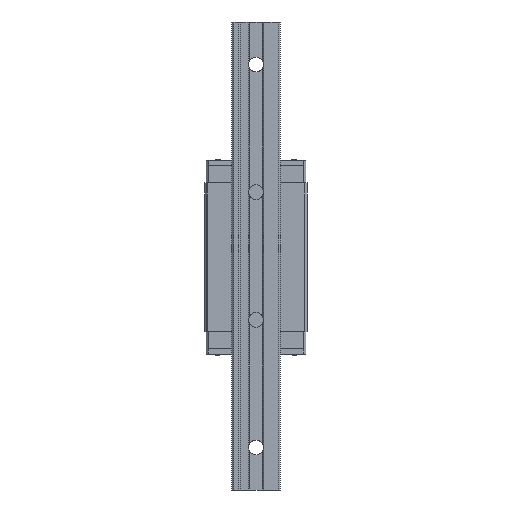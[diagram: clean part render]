
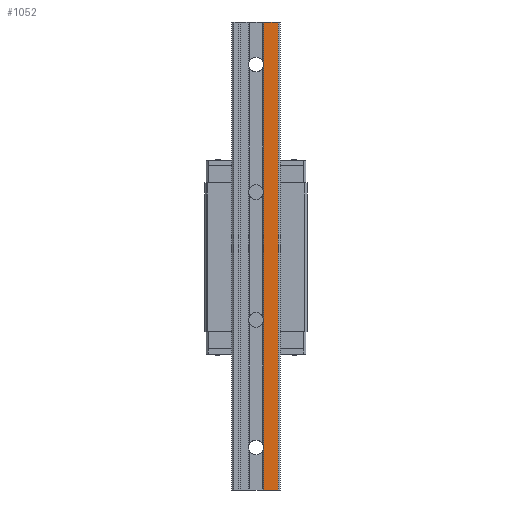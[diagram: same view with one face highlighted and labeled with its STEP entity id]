
A CAD part, front view. The second image highlights one B-rep face of the part: STEP entity #1052.
In plain terms, the highlighted planar face has unit normal (0, -1, 0).
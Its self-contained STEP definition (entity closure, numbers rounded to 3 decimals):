
#109 = VECTOR ( 'NONE', #7131, 1000. ) ;
#132 = ORIENTED_EDGE ( 'NONE', *, *, #7325, .F. ) ;
#331 = AXIS2_PLACEMENT_3D ( 'NONE', #9233, #8155, #7088 ) ;
#554 = CARTESIAN_POINT ( 'NONE',  ( 10.4, -20., -220. ) ) ;
#891 = EDGE_CURVE ( 'NONE', #7712, #8492, #9279, .T. ) ;
#1052 = ADVANCED_FACE ( 'NONE', ( #2922 ), #10292, .T. ) ;
#1511 = ORIENTED_EDGE ( 'NONE', *, *, #3180, .T. ) ;
#2188 = DIRECTION ( 'NONE',  ( 1., 0., 0. ) ) ;
#2278 = EDGE_LOOP ( 'NONE', ( #132, #9826, #8288, #1511 ) ) ;
#2922 = FACE_OUTER_BOUND ( 'NONE', #2278, .T. ) ;
#3180 = EDGE_CURVE ( 'NONE', #8492, #4711, #9724, .T. ) ;
#3231 = CARTESIAN_POINT ( 'NONE',  ( 3.7, -20., 0. ) ) ;
#3423 = CARTESIAN_POINT ( 'NONE',  ( 3.7, -20., 0. ) ) ;
#4711 = VERTEX_POINT ( 'NONE', #8912 ) ;
#4721 = EDGE_CURVE ( 'NONE', #7712, #7187, #7856, .T. ) ;
#5687 = DIRECTION ( 'NONE',  ( 0., 0., 1. ) ) ;
#6050 = VECTOR ( 'NONE', #2188, 1000. ) ;
#6573 = CARTESIAN_POINT ( 'NONE',  ( 3.7, -20., -220. ) ) ;
#6772 = CARTESIAN_POINT ( 'NONE',  ( 3.7, -20., -220. ) ) ;
#7088 = DIRECTION ( 'NONE',  ( 0., 0., -1. ) ) ;
#7131 = DIRECTION ( 'NONE',  ( 1., 0., 0. ) ) ;
#7187 = VERTEX_POINT ( 'NONE', #3423 ) ;
#7325 = EDGE_CURVE ( 'NONE', #7187, #4711, #7522, .T. ) ;
#7522 = LINE ( 'NONE', #3231, #6050 ) ;
#7595 = DIRECTION ( 'NONE',  ( 0., 0., 1. ) ) ;
#7712 = VERTEX_POINT ( 'NONE', #6573 ) ;
#7856 = LINE ( 'NONE', #6772, #8257 ) ;
#8155 = DIRECTION ( 'NONE',  ( 0., -1., 0. ) ) ;
#8170 = VECTOR ( 'NONE', #7595, 1000. ) ;
#8205 = CARTESIAN_POINT ( 'NONE',  ( 3.7, -20., -220. ) ) ;
#8257 = VECTOR ( 'NONE', #5687, 1000. ) ;
#8288 = ORIENTED_EDGE ( 'NONE', *, *, #891, .T. ) ;
#8492 = VERTEX_POINT ( 'NONE', #554 ) ;
#8673 = CARTESIAN_POINT ( 'NONE',  ( 10.4, -20., -220. ) ) ;
#8912 = CARTESIAN_POINT ( 'NONE',  ( 10.4, -20., 0. ) ) ;
#9233 = CARTESIAN_POINT ( 'NONE',  ( 3.7, -20., -220. ) ) ;
#9279 = LINE ( 'NONE', #8205, #109 ) ;
#9724 = LINE ( 'NONE', #8673, #8170 ) ;
#9826 = ORIENTED_EDGE ( 'NONE', *, *, #4721, .F. ) ;
#10292 = PLANE ( 'NONE',  #331 ) ;
